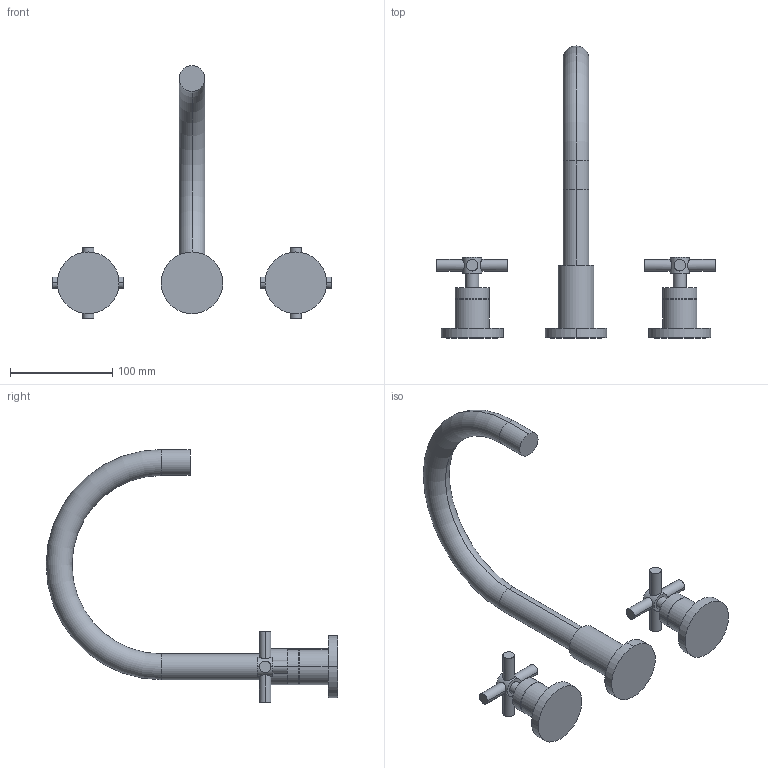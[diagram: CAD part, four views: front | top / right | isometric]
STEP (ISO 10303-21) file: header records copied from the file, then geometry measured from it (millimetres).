
FILE_DESCRIPTION((''),'2;1');
FILE_NAME('9901','2021-03-05T17:05:46',('rsmith'),(''),'CREO PARAMETRIC BY PTC INC, 2018400','CREO PARAMETRIC BY PTC INC, 2018400','');
FILE_SCHEMA(('AUTOMOTIVE_DESIGN { 1 0 10303 214 1 1 1 1 }'));
Length unit declared in the file: inch
Products named in the file (1): 9901
Bounding box: 273.05 x 285.69 x 247.65 mm (x, y, z)
Volume: 467604.8 mm3; surface area: 87535.8 mm2
Topology: 5 solids, 5 shells, 72 faces, 138 edges, 88 vertices
Faces by surface type: cylinder 44, plane 26, torus 2
Entity records: 3828 total; most frequent: CARTESIAN_POINT 948, DIRECTION 340, ORIENTED_EDGE 276, PRESENTATION_STYLE_ASSIGNMENT 205, COLOUR_RGB 150, AXIS2_PLACEMENT_3D 146, STYLED_ITEM 143, CURVE_STYLE 138
